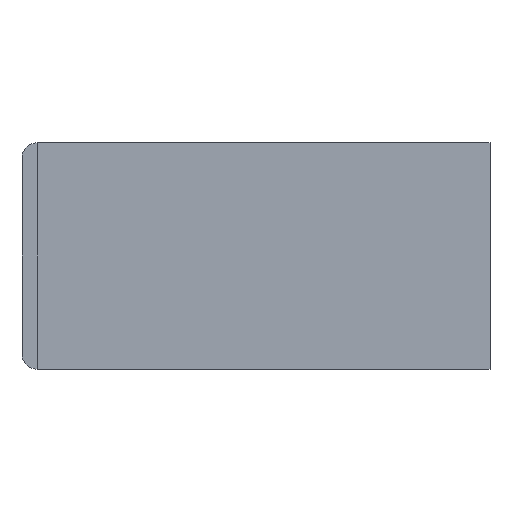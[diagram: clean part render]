
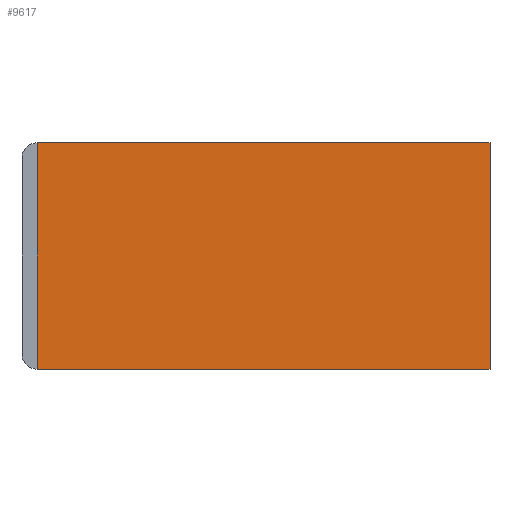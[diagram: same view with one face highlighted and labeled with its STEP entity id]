
A CAD part, front view. The second image highlights one B-rep face of the part: STEP entity #9617.
In plain terms, the highlighted planar face has unit normal (0, -1, 0).
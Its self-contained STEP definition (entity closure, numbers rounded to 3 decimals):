
#299 = DIRECTION ( 'NONE',  ( 0., 0., 1. ) ) ;
#350 = CARTESIAN_POINT ( 'NONE',  ( 0., 0., 15. ) ) ;
#511 = ORIENTED_EDGE ( 'NONE', *, *, #3770, .T. ) ;
#1300 = VECTOR ( 'NONE', #8671, 1000. ) ;
#1383 = DIRECTION ( 'NONE',  ( 0., 0., -1. ) ) ;
#1465 = CARTESIAN_POINT ( 'NONE',  ( 0., 0., 0. ) ) ;
#1555 = LINE ( 'NONE', #1465, #1300 ) ;
#1627 = LINE ( 'NONE', #2337, #7382 ) ;
#1910 = VERTEX_POINT ( 'NONE', #5309 ) ;
#2337 = CARTESIAN_POINT ( 'NONE',  ( 0., 0., 15. ) ) ;
#2697 = CARTESIAN_POINT ( 'NONE',  ( 0., 0., 0. ) ) ;
#2923 = EDGE_CURVE ( 'NONE', #9906, #7631, #7738, .T. ) ;
#3371 = PLANE ( 'NONE',  #4762 ) ;
#3770 = EDGE_CURVE ( 'NONE', #7631, #1910, #1555, .T. ) ;
#3777 = ORIENTED_EDGE ( 'NONE', *, *, #7997, .F. ) ;
#3825 = VECTOR ( 'NONE', #1383, 1000. ) ;
#4466 = EDGE_LOOP ( 'NONE', ( #511, #3777, #5297, #4712 ) ) ;
#4712 = ORIENTED_EDGE ( 'NONE', *, *, #2923, .T. ) ;
#4762 = AXIS2_PLACEMENT_3D ( 'NONE', #6675, #5013, #299 ) ;
#5013 = DIRECTION ( 'NONE',  ( 0., 1., 0. ) ) ;
#5297 = ORIENTED_EDGE ( 'NONE', *, *, #6957, .F. ) ;
#5309 = CARTESIAN_POINT ( 'NONE',  ( 30., 0., 0. ) ) ;
#5441 = VERTEX_POINT ( 'NONE', #6336 ) ;
#5517 = DIRECTION ( 'NONE',  ( 0., 0., -1. ) ) ;
#6336 = CARTESIAN_POINT ( 'NONE',  ( 30., 0., 15. ) ) ;
#6675 = CARTESIAN_POINT ( 'NONE',  ( 0., 0., 15. ) ) ;
#6957 = EDGE_CURVE ( 'NONE', #9906, #5441, #1627, .T. ) ;
#7059 = VECTOR ( 'NONE', #5517, 1000. ) ;
#7382 = VECTOR ( 'NONE', #7391, 1000. ) ;
#7391 = DIRECTION ( 'NONE',  ( 1., 0., 0. ) ) ;
#7631 = VERTEX_POINT ( 'NONE', #2697 ) ;
#7738 = LINE ( 'NONE', #350, #3825 ) ;
#7997 = EDGE_CURVE ( 'NONE', #5441, #1910, #9487, .T. ) ;
#8184 = CARTESIAN_POINT ( 'NONE',  ( 0., 0., 15. ) ) ;
#8671 = DIRECTION ( 'NONE',  ( 1., 0., 0. ) ) ;
#8696 = CARTESIAN_POINT ( 'NONE',  ( 30., 0., 15. ) ) ;
#9487 = LINE ( 'NONE', #8696, #7059 ) ;
#9617 = ADVANCED_FACE ( 'NONE', ( #9986 ), #3371, .F. ) ;
#9906 = VERTEX_POINT ( 'NONE', #8184 ) ;
#9986 = FACE_OUTER_BOUND ( 'NONE', #4466, .T. ) ;
